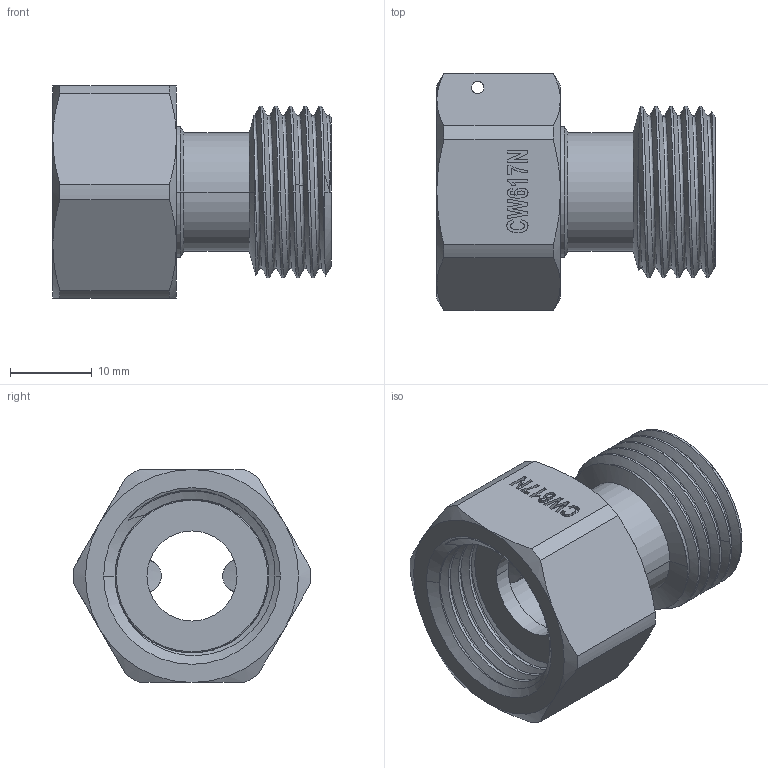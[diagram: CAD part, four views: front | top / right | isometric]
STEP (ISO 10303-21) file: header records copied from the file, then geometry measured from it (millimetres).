
FILE_DESCRIPTION((''),'2;1');
FILE_NAME('F16133004_ASM','2023-12-06T14:58:11',('admin'),(''),'CREO PARAMETRIC BY PTC INC, 2018400','CREO PARAMETRIC BY PTC INC, 2018400','');
FILE_SCHEMA(('CONFIG_CONTROL_DESIGN','SHAPE_APPEARANCE_LAYERS_GROUPS'));
Length unit declared in the file: millimetre
Products named in the file (5): FJ1641133004W; FJ1615133004W; VT19000604; VT13013304; F16133004_ASM
Assembly tree (4 placements, depth 2):
  F16133004_ASM
    FJ1641133004W
    FJ1615133004W
    VT19000604
    VT13013304
Bounding box: 34 x 28.99 x 26 mm (x, y, z)
Volume: 7427.9 mm3; surface area: 7415.2 mm2
Topology: 4 solids, 4 shells, 202 faces, 515 edges, 328 vertices
Faces by surface type: plane 57, cylinder 47, extrusion 47, cone 34, bspline 15, torus 2
Entity records: 12814 total; most frequent: CARTESIAN_POINT 6532, ORIENTED_EDGE 1030, DIRECTION 750, PRESENTATION_STYLE_ASSIGNMENT 525, STYLED_ITEM 525, CURVE_STYLE 515, EDGE_CURVE 515, VERTEX_POINT 328
